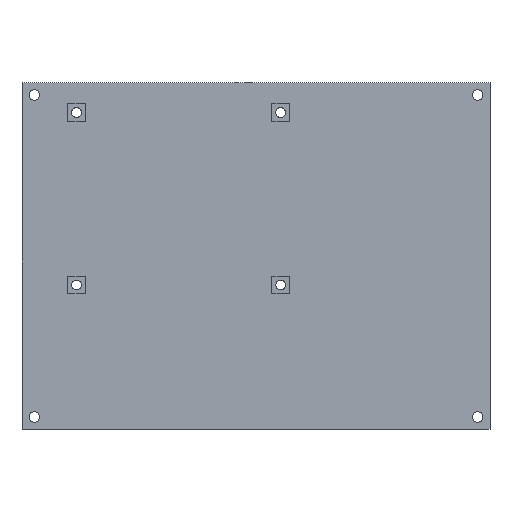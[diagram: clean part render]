
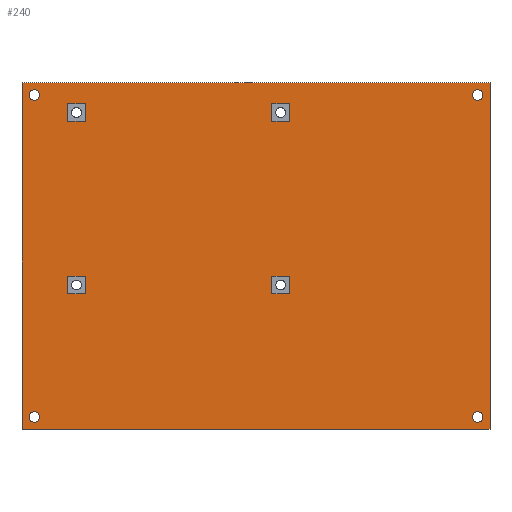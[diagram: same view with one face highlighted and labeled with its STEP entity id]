
A CAD part, top view. The second image highlights one B-rep face of the part: STEP entity #240.
In plain terms, the highlighted planar face has unit normal (0, 0, 1).
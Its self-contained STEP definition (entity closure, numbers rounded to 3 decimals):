
#24 = VERTEX_POINT('',#25);
#25 = CARTESIAN_POINT('',(8.,98.5,-93.));
#31 = EDGE_CURVE('',#24,#32,#34,.T.);
#32 = VERTEX_POINT('',#33);
#33 = CARTESIAN_POINT('',(141.,98.5,-93.));
#34 = LINE('',#35,#36);
#35 = CARTESIAN_POINT('',(8.,98.5,-93.));
#36 = VECTOR('',#37,1.);
#37 = DIRECTION('',(1.,0.,0.));
#70 = VERTEX_POINT('',#71);
#71 = CARTESIAN_POINT('',(8.,0.,-93.));
#77 = EDGE_CURVE('',#70,#24,#78,.T.);
#78 = LINE('',#79,#80);
#79 = CARTESIAN_POINT('',(8.,-7.,-93.));
#80 = VECTOR('',#81,1.);
#81 = DIRECTION('',(0.,1.,0.));
#101 = EDGE_CURVE('',#32,#102,#104,.T.);
#102 = VERTEX_POINT('',#103);
#103 = CARTESIAN_POINT('',(141.,0.,-93.));
#104 = LINE('',#105,#106);
#105 = CARTESIAN_POINT('',(141.,98.5,-93.));
#106 = VECTOR('',#107,1.);
#107 = DIRECTION('',(0.,-1.,0.));
#240 = ADVANCED_FACE('',(#241,#252,#263,#297,#308,#342,#376,#387,#421),
  #432,.T.);
#241 = FACE_BOUND('',#242,.T.);
#242 = EDGE_LOOP('',(#243,#244,#245,#251));
#243 = ORIENTED_EDGE('',*,*,#31,.F.);
#244 = ORIENTED_EDGE('',*,*,#77,.F.);
#245 = ORIENTED_EDGE('',*,*,#246,.F.);
#246 = EDGE_CURVE('',#102,#70,#247,.T.);
#247 = LINE('',#248,#249);
#248 = CARTESIAN_POINT('',(84.75,0.,-93.));
#249 = VECTOR('',#250,1.);
#250 = DIRECTION('',(-1.,0.,0.));
#251 = ORIENTED_EDGE('',*,*,#101,.F.);
#252 = FACE_BOUND('',#253,.T.);
#253 = EDGE_LOOP('',(#254));
#254 = ORIENTED_EDGE('',*,*,#255,.F.);
#255 = EDGE_CURVE('',#256,#256,#258,.T.);
#256 = VERTEX_POINT('',#257);
#257 = CARTESIAN_POINT('',(13.,3.5,-93.));
#258 = CIRCLE('',#259,1.5);
#259 = AXIS2_PLACEMENT_3D('',#260,#261,#262);
#260 = CARTESIAN_POINT('',(11.5,3.5,-93.));
#261 = DIRECTION('',(0.,0.,1.));
#262 = DIRECTION('',(1.,0.,-0.));
#263 = FACE_BOUND('',#264,.T.);
#264 = EDGE_LOOP('',(#265,#275,#283,#291));
#265 = ORIENTED_EDGE('',*,*,#266,.T.);
#266 = EDGE_CURVE('',#267,#269,#271,.T.);
#267 = VERTEX_POINT('',#268);
#268 = CARTESIAN_POINT('',(21.,38.5,-93.));
#269 = VERTEX_POINT('',#270);
#270 = CARTESIAN_POINT('',(21.,43.5,-93.));
#271 = LINE('',#272,#273);
#272 = CARTESIAN_POINT('',(21.,38.5,-93.));
#273 = VECTOR('',#274,1.);
#274 = DIRECTION('',(0.,1.,0.));
#275 = ORIENTED_EDGE('',*,*,#276,.T.);
#276 = EDGE_CURVE('',#269,#277,#279,.T.);
#277 = VERTEX_POINT('',#278);
#278 = CARTESIAN_POINT('',(26.,43.5,-93.));
#279 = LINE('',#280,#281);
#280 = CARTESIAN_POINT('',(21.,43.5,-93.));
#281 = VECTOR('',#282,1.);
#282 = DIRECTION('',(1.,0.,0.));
#283 = ORIENTED_EDGE('',*,*,#284,.T.);
#284 = EDGE_CURVE('',#277,#285,#287,.T.);
#285 = VERTEX_POINT('',#286);
#286 = CARTESIAN_POINT('',(26.,38.5,-93.));
#287 = LINE('',#288,#289);
#288 = CARTESIAN_POINT('',(26.,43.5,-93.));
#289 = VECTOR('',#290,1.);
#290 = DIRECTION('',(0.,-1.,0.));
#291 = ORIENTED_EDGE('',*,*,#292,.T.);
#292 = EDGE_CURVE('',#285,#267,#293,.T.);
#293 = LINE('',#294,#295);
#294 = CARTESIAN_POINT('',(26.,38.5,-93.));
#295 = VECTOR('',#296,1.);
#296 = DIRECTION('',(-1.,0.,0.));
#297 = FACE_BOUND('',#298,.T.);
#298 = EDGE_LOOP('',(#299));
#299 = ORIENTED_EDGE('',*,*,#300,.F.);
#300 = EDGE_CURVE('',#301,#301,#303,.T.);
#301 = VERTEX_POINT('',#302);
#302 = CARTESIAN_POINT('',(139.,3.5,-93.));
#303 = CIRCLE('',#304,1.5);
#304 = AXIS2_PLACEMENT_3D('',#305,#306,#307);
#305 = CARTESIAN_POINT('',(137.5,3.5,-93.));
#306 = DIRECTION('',(0.,0.,1.));
#307 = DIRECTION('',(1.,0.,-0.));
#308 = FACE_BOUND('',#309,.T.);
#309 = EDGE_LOOP('',(#310,#320,#328,#336));
#310 = ORIENTED_EDGE('',*,*,#311,.F.);
#311 = EDGE_CURVE('',#312,#314,#316,.T.);
#312 = VERTEX_POINT('',#313);
#313 = CARTESIAN_POINT('',(79.,38.5,-93.));
#314 = VERTEX_POINT('',#315);
#315 = CARTESIAN_POINT('',(84.,38.5,-93.));
#316 = LINE('',#317,#318);
#317 = CARTESIAN_POINT('',(79.,38.5,-93.));
#318 = VECTOR('',#319,1.);
#319 = DIRECTION('',(1.,0.,0.));
#320 = ORIENTED_EDGE('',*,*,#321,.F.);
#321 = EDGE_CURVE('',#322,#312,#324,.T.);
#322 = VERTEX_POINT('',#323);
#323 = CARTESIAN_POINT('',(79.,43.5,-93.));
#324 = LINE('',#325,#326);
#325 = CARTESIAN_POINT('',(79.,43.5,-93.));
#326 = VECTOR('',#327,1.);
#327 = DIRECTION('',(0.,-1.,0.));
#328 = ORIENTED_EDGE('',*,*,#329,.F.);
#329 = EDGE_CURVE('',#330,#322,#332,.T.);
#330 = VERTEX_POINT('',#331);
#331 = CARTESIAN_POINT('',(84.,43.5,-93.));
#332 = LINE('',#333,#334);
#333 = CARTESIAN_POINT('',(84.,43.5,-93.));
#334 = VECTOR('',#335,1.);
#335 = DIRECTION('',(-1.,0.,0.));
#336 = ORIENTED_EDGE('',*,*,#337,.F.);
#337 = EDGE_CURVE('',#314,#330,#338,.T.);
#338 = LINE('',#339,#340);
#339 = CARTESIAN_POINT('',(84.,38.5,-93.));
#340 = VECTOR('',#341,1.);
#341 = DIRECTION('',(0.,1.,0.));
#342 = FACE_BOUND('',#343,.T.);
#343 = EDGE_LOOP('',(#344,#354,#362,#370));
#344 = ORIENTED_EDGE('',*,*,#345,.T.);
#345 = EDGE_CURVE('',#346,#348,#350,.T.);
#346 = VERTEX_POINT('',#347);
#347 = CARTESIAN_POINT('',(21.,87.5,-93.));
#348 = VERTEX_POINT('',#349);
#349 = CARTESIAN_POINT('',(21.,92.5,-93.));
#350 = LINE('',#351,#352);
#351 = CARTESIAN_POINT('',(21.,87.5,-93.));
#352 = VECTOR('',#353,1.);
#353 = DIRECTION('',(0.,1.,0.));
#354 = ORIENTED_EDGE('',*,*,#355,.T.);
#355 = EDGE_CURVE('',#348,#356,#358,.T.);
#356 = VERTEX_POINT('',#357);
#357 = CARTESIAN_POINT('',(26.,92.5,-93.));
#358 = LINE('',#359,#360);
#359 = CARTESIAN_POINT('',(21.,92.5,-93.));
#360 = VECTOR('',#361,1.);
#361 = DIRECTION('',(1.,0.,0.));
#362 = ORIENTED_EDGE('',*,*,#363,.T.);
#363 = EDGE_CURVE('',#356,#364,#366,.T.);
#364 = VERTEX_POINT('',#365);
#365 = CARTESIAN_POINT('',(26.,87.5,-93.));
#366 = LINE('',#367,#368);
#367 = CARTESIAN_POINT('',(26.,92.5,-93.));
#368 = VECTOR('',#369,1.);
#369 = DIRECTION('',(0.,-1.,0.));
#370 = ORIENTED_EDGE('',*,*,#371,.T.);
#371 = EDGE_CURVE('',#364,#346,#372,.T.);
#372 = LINE('',#373,#374);
#373 = CARTESIAN_POINT('',(26.,87.5,-93.));
#374 = VECTOR('',#375,1.);
#375 = DIRECTION('',(-1.,0.,0.));
#376 = FACE_BOUND('',#377,.T.);
#377 = EDGE_LOOP('',(#378));
#378 = ORIENTED_EDGE('',*,*,#379,.F.);
#379 = EDGE_CURVE('',#380,#380,#382,.T.);
#380 = VERTEX_POINT('',#381);
#381 = CARTESIAN_POINT('',(13.,95.,-93.));
#382 = CIRCLE('',#383,1.5);
#383 = AXIS2_PLACEMENT_3D('',#384,#385,#386);
#384 = CARTESIAN_POINT('',(11.5,95.,-93.));
#385 = DIRECTION('',(0.,0.,1.));
#386 = DIRECTION('',(1.,0.,-0.));
#387 = FACE_BOUND('',#388,.T.);
#388 = EDGE_LOOP('',(#389,#399,#407,#415));
#389 = ORIENTED_EDGE('',*,*,#390,.T.);
#390 = EDGE_CURVE('',#391,#393,#395,.T.);
#391 = VERTEX_POINT('',#392);
#392 = CARTESIAN_POINT('',(79.,87.5,-93.));
#393 = VERTEX_POINT('',#394);
#394 = CARTESIAN_POINT('',(79.,92.5,-93.));
#395 = LINE('',#396,#397);
#396 = CARTESIAN_POINT('',(79.,87.5,-93.));
#397 = VECTOR('',#398,1.);
#398 = DIRECTION('',(0.,1.,0.));
#399 = ORIENTED_EDGE('',*,*,#400,.T.);
#400 = EDGE_CURVE('',#393,#401,#403,.T.);
#401 = VERTEX_POINT('',#402);
#402 = CARTESIAN_POINT('',(84.,92.5,-93.));
#403 = LINE('',#404,#405);
#404 = CARTESIAN_POINT('',(79.,92.5,-93.));
#405 = VECTOR('',#406,1.);
#406 = DIRECTION('',(1.,0.,0.));
#407 = ORIENTED_EDGE('',*,*,#408,.T.);
#408 = EDGE_CURVE('',#401,#409,#411,.T.);
#409 = VERTEX_POINT('',#410);
#410 = CARTESIAN_POINT('',(84.,87.5,-93.));
#411 = LINE('',#412,#413);
#412 = CARTESIAN_POINT('',(84.,92.5,-93.));
#413 = VECTOR('',#414,1.);
#414 = DIRECTION('',(0.,-1.,0.));
#415 = ORIENTED_EDGE('',*,*,#416,.T.);
#416 = EDGE_CURVE('',#409,#391,#417,.T.);
#417 = LINE('',#418,#419);
#418 = CARTESIAN_POINT('',(84.,87.5,-93.));
#419 = VECTOR('',#420,1.);
#420 = DIRECTION('',(-1.,0.,0.));
#421 = FACE_BOUND('',#422,.T.);
#422 = EDGE_LOOP('',(#423));
#423 = ORIENTED_EDGE('',*,*,#424,.F.);
#424 = EDGE_CURVE('',#425,#425,#427,.T.);
#425 = VERTEX_POINT('',#426);
#426 = CARTESIAN_POINT('',(139.,95.,-93.));
#427 = CIRCLE('',#428,1.5);
#428 = AXIS2_PLACEMENT_3D('',#429,#430,#431);
#429 = CARTESIAN_POINT('',(137.5,95.,-93.));
#430 = DIRECTION('',(0.,0.,1.));
#431 = DIRECTION('',(1.,0.,-0.));
#432 = PLANE('',#433);
#433 = AXIS2_PLACEMENT_3D('',#434,#435,#436);
#434 = CARTESIAN_POINT('',(74.5,45.75,-93.));
#435 = DIRECTION('',(0.,0.,1.));
#436 = DIRECTION('',(1.,0.,-0.));
